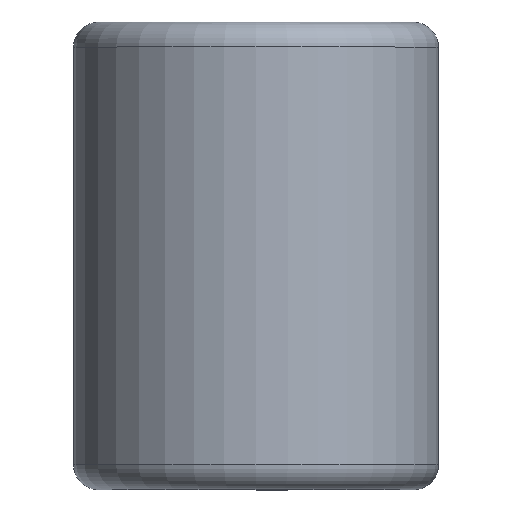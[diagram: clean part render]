
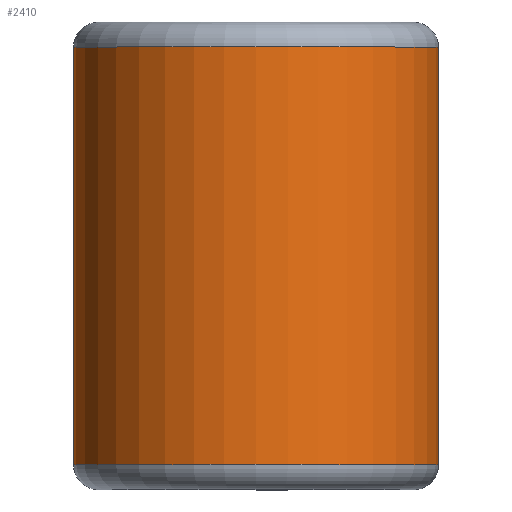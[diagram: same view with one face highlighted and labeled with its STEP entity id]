
A CAD part, top view. The second image highlights one B-rep face of the part: STEP entity #2410.
In plain terms, the highlighted cylindrical face has radius 5.575 mm (diameter 11.151 mm), a partial arc.
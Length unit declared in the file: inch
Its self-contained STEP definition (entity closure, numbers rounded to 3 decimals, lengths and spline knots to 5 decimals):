
#297 = VERTEX_POINT ( 'NONE', #682 ) ;
#338 = CARTESIAN_POINT ( 'NONE',  ( 0.2195, 0.25125, 0. ) ) ;
#345 = CARTESIAN_POINT ( 'NONE',  ( 0., 0.25125, 0. ) ) ;
#416 = CARTESIAN_POINT ( 'NONE',  ( 0., -0.25125, -0.2195 ) ) ;
#470 = CIRCLE ( 'NONE', #2114, 0.2195 ) ;
#530 = CARTESIAN_POINT ( 'NONE',  ( 0., 0.25, 0. ) ) ;
#539 = DIRECTION ( 'NONE',  ( 0., 0., -1. ) ) ;
#682 = CARTESIAN_POINT ( 'NONE',  ( 0.2195, -0.25125, 0. ) ) ;
#816 = AXIS2_PLACEMENT_3D ( 'NONE', #345, #1646, #539 ) ;
#851 = VERTEX_POINT ( 'NONE', #416 ) ;
#903 = CARTESIAN_POINT ( 'NONE',  ( 0., -0.25125, 0. ) ) ;
#981 = AXIS2_PLACEMENT_3D ( 'NONE', #530, #1838, #1458 ) ;
#1077 = DIRECTION ( 'NONE',  ( 0., 0., -1. ) ) ;
#1150 = VERTEX_POINT ( 'NONE', #1218 ) ;
#1179 = LINE ( 'NONE', #338, #2183 ) ;
#1218 = CARTESIAN_POINT ( 'NONE',  ( 0.2195, 0.25125, 0. ) ) ;
#1323 = VERTEX_POINT ( 'NONE', #1805 ) ;
#1358 = CARTESIAN_POINT ( 'NONE',  ( 0., 0.25125, -0.2195 ) ) ;
#1372 = EDGE_LOOP ( 'NONE', ( #1454, #2148, #1703, #1881 ) ) ;
#1435 = DIRECTION ( 'NONE',  ( 0., 1., 0. ) ) ;
#1454 = ORIENTED_EDGE ( 'NONE', *, *, #2223, .T. ) ;
#1458 = DIRECTION ( 'NONE',  ( 0., 0., -1. ) ) ;
#1519 = DIRECTION ( 'NONE',  ( 0., 1., 0. ) ) ;
#1565 = CYLINDRICAL_SURFACE ( 'NONE', #981, 0.2195 ) ;
#1622 = VECTOR ( 'NONE', #1519, 39.37008 ) ;
#1646 = DIRECTION ( 'NONE',  ( 0., -1., 0. ) ) ;
#1686 = LINE ( 'NONE', #1358, #1622 ) ;
#1703 = ORIENTED_EDGE ( 'NONE', *, *, #2098, .F. ) ;
#1805 = CARTESIAN_POINT ( 'NONE',  ( 0., 0.25125, -0.2195 ) ) ;
#1838 = DIRECTION ( 'NONE',  ( 0., -1., 0. ) ) ;
#1881 = ORIENTED_EDGE ( 'NONE', *, *, #2204, .F. ) ;
#2098 = EDGE_CURVE ( 'NONE', #851, #1323, #1686, .T. ) ;
#2114 = AXIS2_PLACEMENT_3D ( 'NONE', #903, #2206, #1077 ) ;
#2118 = CIRCLE ( 'NONE', #816, 0.2195 ) ;
#2148 = ORIENTED_EDGE ( 'NONE', *, *, #2234, .T. ) ;
#2183 = VECTOR ( 'NONE', #1435, 39.37008 ) ;
#2204 = EDGE_CURVE ( 'NONE', #297, #851, #470, .T. ) ;
#2206 = DIRECTION ( 'NONE',  ( 0., -1., 0. ) ) ;
#2223 = EDGE_CURVE ( 'NONE', #297, #1150, #1179, .T. ) ;
#2234 = EDGE_CURVE ( 'NONE', #1150, #1323, #2118, .T. ) ;
#2390 = FACE_OUTER_BOUND ( 'NONE', #1372, .T. ) ;
#2410 = ADVANCED_FACE ( 'NONE', ( #2390 ), #1565, .T. ) ;
